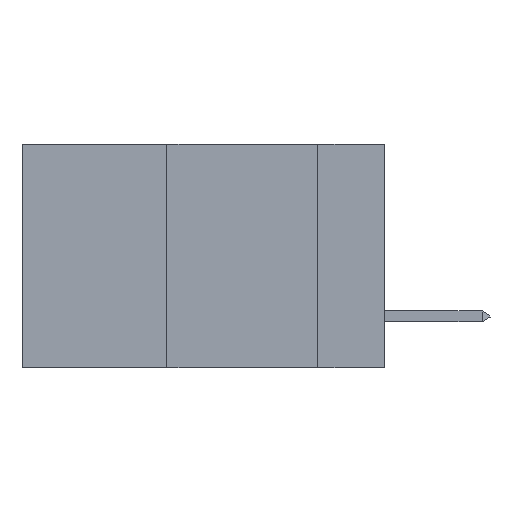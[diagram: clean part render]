
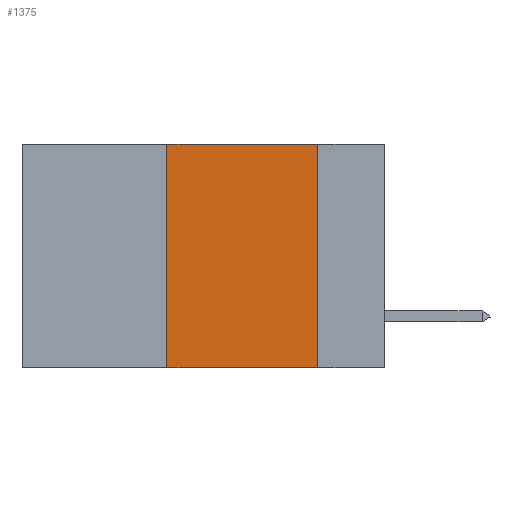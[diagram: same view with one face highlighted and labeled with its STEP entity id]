
A CAD part, left-side view. The second image highlights one B-rep face of the part: STEP entity #1375.
In plain terms, the highlighted planar face has unit normal (-1, 0, 0).
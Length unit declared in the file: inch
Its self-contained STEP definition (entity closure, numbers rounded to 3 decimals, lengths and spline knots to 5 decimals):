
#213 = VECTOR ( 'NONE', #7594, 39.37008 ) ;
#226 = VERTEX_POINT ( 'NONE', #2570 ) ;
#536 = VERTEX_POINT ( 'NONE', #1304 ) ;
#774 = EDGE_CURVE ( 'NONE', #226, #5721, #10148, .T. ) ;
#992 = VERTEX_POINT ( 'NONE', #1410 ) ;
#1304 = CARTESIAN_POINT ( 'NONE',  ( 0., 0.36, -0.37 ) ) ;
#1322 = EDGE_CURVE ( 'NONE', #992, #226, #6066, .T. ) ;
#1375 = ADVANCED_FACE ( 'NONE', ( #10013 ), #4898, .F. ) ;
#1410 = CARTESIAN_POINT ( 'NONE',  ( 0., 0.36, 0. ) ) ;
#1760 = DIRECTION ( 'NONE',  ( 1., 0., 0. ) ) ;
#2096 = CARTESIAN_POINT ( 'NONE',  ( 0., 0.6, -0.37 ) ) ;
#2570 = CARTESIAN_POINT ( 'NONE',  ( 0., 0.11, 0. ) ) ;
#2672 = DIRECTION ( 'NONE',  ( 0., 0., -1. ) ) ;
#3035 = DIRECTION ( 'NONE',  ( 0., 0., 1. ) ) ;
#3336 = DIRECTION ( 'NONE',  ( 0., 0., -1. ) ) ;
#3679 = ORIENTED_EDGE ( 'NONE', *, *, #774, .F. ) ;
#4265 = VECTOR ( 'NONE', #3035, 39.37008 ) ;
#4898 = PLANE ( 'NONE',  #7106 ) ;
#4961 = DIRECTION ( 'NONE',  ( 0., -1., 0. ) ) ;
#5165 = CARTESIAN_POINT ( 'NONE',  ( 0., 0.11, -0.37 ) ) ;
#5577 = ORIENTED_EDGE ( 'NONE', *, *, #10049, .F. ) ;
#5673 = ORIENTED_EDGE ( 'NONE', *, *, #1322, .F. ) ;
#5721 = VERTEX_POINT ( 'NONE', #5165 ) ;
#5772 = EDGE_CURVE ( 'NONE', #536, #5721, #5984, .T. ) ;
#5857 = CARTESIAN_POINT ( 'NONE',  ( 0., 0.11, 0. ) ) ;
#5984 = LINE ( 'NONE', #2096, #213 ) ;
#6066 = LINE ( 'NONE', #9686, #6798 ) ;
#6468 = CARTESIAN_POINT ( 'NONE',  ( 0., 0.6, 0. ) ) ;
#6482 = LINE ( 'NONE', #7713, #4265 ) ;
#6567 = EDGE_LOOP ( 'NONE', ( #3679, #5673, #5577, #10197 ) ) ;
#6798 = VECTOR ( 'NONE', #4961, 39.37008 ) ;
#7106 = AXIS2_PLACEMENT_3D ( 'NONE', #6468, #1760, #3336 ) ;
#7181 = VECTOR ( 'NONE', #2672, 39.37008 ) ;
#7594 = DIRECTION ( 'NONE',  ( 0., -1., 0. ) ) ;
#7713 = CARTESIAN_POINT ( 'NONE',  ( 0., 0.36, 0. ) ) ;
#9686 = CARTESIAN_POINT ( 'NONE',  ( 0., 0.6, 0. ) ) ;
#10013 = FACE_OUTER_BOUND ( 'NONE', #6567, .T. ) ;
#10049 = EDGE_CURVE ( 'NONE', #536, #992, #6482, .T. ) ;
#10148 = LINE ( 'NONE', #5857, #7181 ) ;
#10197 = ORIENTED_EDGE ( 'NONE', *, *, #5772, .T. ) ;
